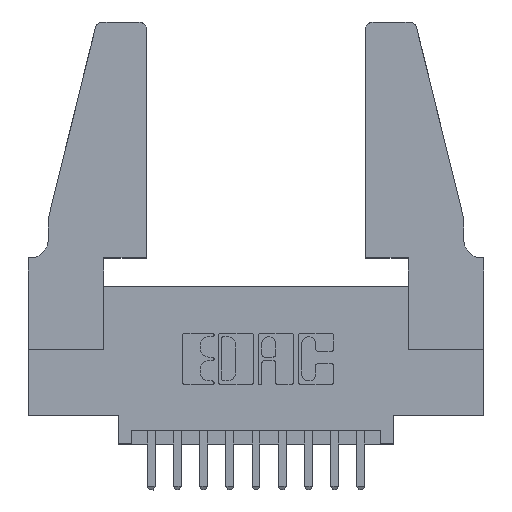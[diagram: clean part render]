
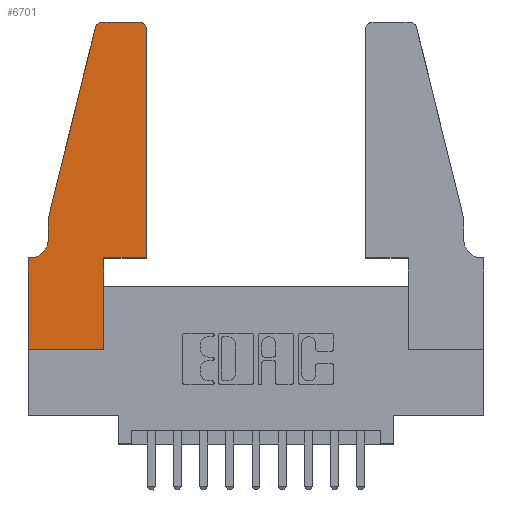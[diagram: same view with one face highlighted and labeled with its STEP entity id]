
A CAD part, top view. The second image highlights one B-rep face of the part: STEP entity #6701.
In plain terms, the highlighted planar face has unit normal (0, 0, 1).
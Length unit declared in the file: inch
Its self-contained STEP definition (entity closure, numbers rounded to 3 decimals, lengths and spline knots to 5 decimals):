
#153 = VERTEX_POINT ( 'NONE', #7209 ) ;
#345 = DIRECTION ( 'NONE',  ( 1., 0., 0. ) ) ;
#373 = AXIS2_PLACEMENT_3D ( 'NONE', #4603, #12202, #12107 ) ;
#681 = ORIENTED_EDGE ( 'NONE', *, *, #4459, .T. ) ;
#706 = VERTEX_POINT ( 'NONE', #5034 ) ;
#1220 = CARTESIAN_POINT ( 'NONE',  ( 0.0055, 0.42, 0.37 ) ) ;
#2072 = VERTEX_POINT ( 'NONE', #7534 ) ;
#2177 = VERTEX_POINT ( 'NONE', #13717 ) ;
#2260 = LINE ( 'NONE', #8446, #10344 ) ;
#2510 = DIRECTION ( 'NONE',  ( 1., 0., 0. ) ) ;
#2641 = ORIENTED_EDGE ( 'NONE', *, *, #9072, .T. ) ;
#2691 = VERTEX_POINT ( 'NONE', #11264 ) ;
#2751 = EDGE_CURVE ( 'NONE', #6900, #9413, #6780, .T. ) ;
#2778 = EDGE_CURVE ( 'NONE', #2177, #12640, #2260, .T. ) ;
#2867 = LINE ( 'NONE', #6138, #8891 ) ;
#2884 = EDGE_CURVE ( 'NONE', #2691, #6900, #12502, .T. ) ;
#3204 = DIRECTION ( 'NONE',  ( 1., 0., 0. ) ) ;
#3575 = EDGE_CURVE ( 'NONE', #13795, #5033, #12324, .T. ) ;
#3791 = CARTESIAN_POINT ( 'NONE',  ( 0., 0., 0.37 ) ) ;
#3800 = EDGE_CURVE ( 'NONE', #12640, #2072, #8630, .T. ) ;
#4000 = DIRECTION ( 'NONE',  ( 0., -1., 0. ) ) ;
#4058 = DIRECTION ( 'NONE',  ( 1., 0., 0. ) ) ;
#4291 = CARTESIAN_POINT ( 'NONE',  ( 0.4205, 1.25, 0.37 ) ) ;
#4459 = EDGE_CURVE ( 'NONE', #10900, #2691, #8279, .T. ) ;
#4603 = CARTESIAN_POINT ( 'NONE',  ( 0.284, 1.22, 0.37 ) ) ;
#5033 = VERTEX_POINT ( 'NONE', #4291 ) ;
#5034 = CARTESIAN_POINT ( 'NONE',  ( 0.284, 1.25, 0.37 ) ) ;
#5151 = CARTESIAN_POINT ( 'NONE',  ( 0.2865, 0.35, 0.37 ) ) ;
#5237 = VECTOR ( 'NONE', #9883, 39.37008 ) ;
#5372 = DIRECTION ( 'NONE',  ( 0., 0., -1. ) ) ;
#5386 = VECTOR ( 'NONE', #6164, 39.37008 ) ;
#5744 = VECTOR ( 'NONE', #5960, 39.37008 ) ;
#5847 = DIRECTION ( 'NONE',  ( 0., 0., 1. ) ) ;
#5960 = DIRECTION ( 'NONE',  ( 0., -1., 0. ) ) ;
#5997 = ORIENTED_EDGE ( 'NONE', *, *, #2778, .T. ) ;
#6138 = CARTESIAN_POINT ( 'NONE',  ( 0.4505, 0.35, 0.37 ) ) ;
#6164 = DIRECTION ( 'NONE',  ( -1., 0., 0. ) ) ;
#6333 = EDGE_CURVE ( 'NONE', #13602, #153, #2867, .T. ) ;
#6414 = VECTOR ( 'NONE', #345, 39.37008 ) ;
#6440 = LINE ( 'NONE', #11143, #10372 ) ;
#6701 = ADVANCED_FACE ( 'NONE', ( #12398 ), #13587, .T. ) ;
#6742 = ORIENTED_EDGE ( 'NONE', *, *, #10543, .T. ) ;
#6746 = VECTOR ( 'NONE', #4000, 39.37008 ) ;
#6752 = CIRCLE ( 'NONE', #373, 0.03 ) ;
#6780 = LINE ( 'NONE', #13605, #6414 ) ;
#6900 = VERTEX_POINT ( 'NONE', #13205 ) ;
#6943 = DIRECTION ( 'NONE',  ( 0., 1., 0. ) ) ;
#7151 = AXIS2_PLACEMENT_3D ( 'NONE', #1220, #5372, #10881 ) ;
#7209 = CARTESIAN_POINT ( 'NONE',  ( 0.4505, 0.35, 0.37 ) ) ;
#7534 = CARTESIAN_POINT ( 'NONE',  ( 0.0755, 0.42, 0.37 ) ) ;
#8043 = CARTESIAN_POINT ( 'NONE',  ( 0.2865, 0.35, 0.37 ) ) ;
#8279 = LINE ( 'NONE', #9494, #5386 ) ;
#8294 = VECTOR ( 'NONE', #6943, 39.37008 ) ;
#8446 = CARTESIAN_POINT ( 'NONE',  ( 0.0755, 0.5, 0.37 ) ) ;
#8630 = LINE ( 'NONE', #12543, #6746 ) ;
#8637 = LINE ( 'NONE', #8043, #8294 ) ;
#8891 = VECTOR ( 'NONE', #4058, 39.37008 ) ;
#8967 = DIRECTION ( 'NONE',  ( 0., 1., 0. ) ) ;
#8981 = EDGE_CURVE ( 'NONE', #5033, #706, #10336, .T. ) ;
#9013 = CARTESIAN_POINT ( 'NONE',  ( 0.4505, 1.22, 0.37 ) ) ;
#9072 = EDGE_CURVE ( 'NONE', #706, #2177, #6752, .T. ) ;
#9144 = EDGE_CURVE ( 'NONE', #9413, #13602, #8637, .T. ) ;
#9215 = DIRECTION ( 'NONE',  ( -0.239, -0.971, 0. ) ) ;
#9413 = VERTEX_POINT ( 'NONE', #11745 ) ;
#9494 = CARTESIAN_POINT ( 'NONE',  ( 0.0755, 0.35, 0.37 ) ) ;
#9591 = CIRCLE ( 'NONE', #7151, 0.07 ) ;
#9637 = DIRECTION ( 'NONE',  ( 0., 0., 1. ) ) ;
#9661 = ORIENTED_EDGE ( 'NONE', *, *, #9144, .T. ) ;
#9883 = DIRECTION ( 'NONE',  ( -1., 0., 0. ) ) ;
#10029 = ORIENTED_EDGE ( 'NONE', *, *, #2751, .T. ) ;
#10139 = CARTESIAN_POINT ( 'NONE',  ( 0.0755, 0.5, 0.37 ) ) ;
#10210 = CARTESIAN_POINT ( 'NONE',  ( 0.4205, 1.22, 0.37 ) ) ;
#10336 = LINE ( 'NONE', #12006, #5237 ) ;
#10344 = VECTOR ( 'NONE', #9215, 39.37008 ) ;
#10372 = VECTOR ( 'NONE', #8967, 39.37008 ) ;
#10543 = EDGE_CURVE ( 'NONE', #2072, #10900, #9591, .T. ) ;
#10860 = EDGE_LOOP ( 'NONE', ( #13586, #2641, #5997, #13603, #6742, #681, #13700, #10029, #9661, #10967, #12643, #13756 ) ) ;
#10881 = DIRECTION ( 'NONE',  ( -1., 0., 0. ) ) ;
#10900 = VERTEX_POINT ( 'NONE', #12960 ) ;
#10967 = ORIENTED_EDGE ( 'NONE', *, *, #6333, .T. ) ;
#11062 = AXIS2_PLACEMENT_3D ( 'NONE', #12776, #9637, #3204 ) ;
#11143 = CARTESIAN_POINT ( 'NONE',  ( 0.4505, 0.35, 0.37 ) ) ;
#11264 = CARTESIAN_POINT ( 'NONE',  ( 0., 0.35, 0.37 ) ) ;
#11745 = CARTESIAN_POINT ( 'NONE',  ( 0.2865, 0., 0.37 ) ) ;
#12006 = CARTESIAN_POINT ( 'NONE',  ( 0.2605, 1.25, 0.37 ) ) ;
#12107 = DIRECTION ( 'NONE',  ( 1., 0., 0. ) ) ;
#12202 = DIRECTION ( 'NONE',  ( 0., 0., 1. ) ) ;
#12324 = CIRCLE ( 'NONE', #13114, 0.03 ) ;
#12398 = FACE_OUTER_BOUND ( 'NONE', #10860, .T. ) ;
#12502 = LINE ( 'NONE', #3791, #5744 ) ;
#12543 = CARTESIAN_POINT ( 'NONE',  ( 0.0755, 0.5, 0.37 ) ) ;
#12640 = VERTEX_POINT ( 'NONE', #10139 ) ;
#12643 = ORIENTED_EDGE ( 'NONE', *, *, #13323, .T. ) ;
#12776 = CARTESIAN_POINT ( 'NONE',  ( 0., 0.35, 0.37 ) ) ;
#12960 = CARTESIAN_POINT ( 'NONE',  ( 0.0055, 0.35, 0.37 ) ) ;
#13114 = AXIS2_PLACEMENT_3D ( 'NONE', #10210, #5847, #2510 ) ;
#13205 = CARTESIAN_POINT ( 'NONE',  ( 0., 0., 0.37 ) ) ;
#13323 = EDGE_CURVE ( 'NONE', #153, #13795, #6440, .T. ) ;
#13586 = ORIENTED_EDGE ( 'NONE', *, *, #8981, .T. ) ;
#13587 = PLANE ( 'NONE',  #11062 ) ;
#13602 = VERTEX_POINT ( 'NONE', #5151 ) ;
#13603 = ORIENTED_EDGE ( 'NONE', *, *, #3800, .T. ) ;
#13605 = CARTESIAN_POINT ( 'NONE',  ( 0., 0., 0.37 ) ) ;
#13700 = ORIENTED_EDGE ( 'NONE', *, *, #2884, .T. ) ;
#13717 = CARTESIAN_POINT ( 'NONE',  ( 0.25487, 1.22718, 0.37 ) ) ;
#13756 = ORIENTED_EDGE ( 'NONE', *, *, #3575, .T. ) ;
#13795 = VERTEX_POINT ( 'NONE', #9013 ) ;
